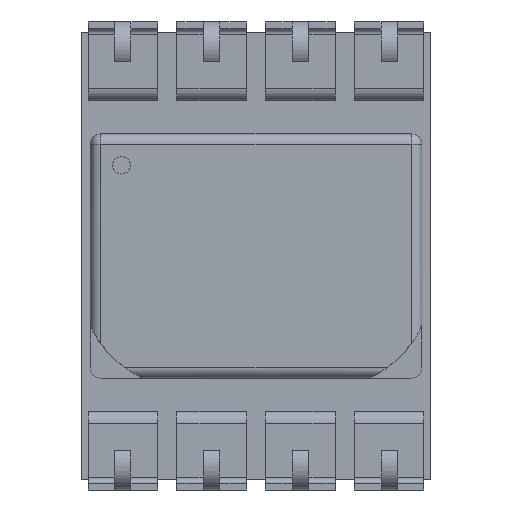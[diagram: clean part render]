
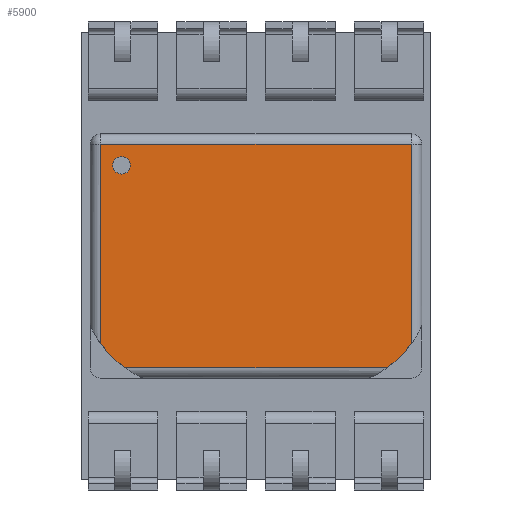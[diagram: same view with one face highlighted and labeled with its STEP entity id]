
A CAD part, front view. The second image highlights one B-rep face of the part: STEP entity #5900.
In plain terms, the highlighted planar face has unit normal (0, -1, 0).
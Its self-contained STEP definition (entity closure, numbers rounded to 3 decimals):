
#159 = ORIENTED_EDGE ( 'NONE', *, *, #3494, .F. ) ;
#413 = CARTESIAN_POINT ( 'NONE',  ( -4.45, 0.97, -2.505 ) ) ;
#484 = CIRCLE ( 'NONE', #7963, 0.25 ) ;
#775 = DIRECTION ( 'NONE',  ( 0., 0., -1. ) ) ;
#782 = DIRECTION ( 'NONE',  ( 0., 1., 0. ) ) ;
#1103 = VECTOR ( 'NONE', #10985, 1000. ) ;
#1200 = DIRECTION ( 'NONE',  ( 0., 0., -1. ) ) ;
#1359 = DIRECTION ( 'NONE',  ( 0., -1., 0. ) ) ;
#1433 = ORIENTED_EDGE ( 'NONE', *, *, #6794, .F. ) ;
#1577 = LINE ( 'NONE', #11808, #1915 ) ;
#1600 = EDGE_CURVE ( 'NONE', #12023, #10708, #8625, .T. ) ;
#1637 = CARTESIAN_POINT ( 'NONE',  ( -1.937, 0.97, -0.682 ) ) ;
#1742 = CARTESIAN_POINT ( 'NONE',  ( -4.45, 0.97, 3.195 ) ) ;
#1760 = EDGE_LOOP ( 'NONE', ( #12582, #9222 ) ) ;
#1915 = VECTOR ( 'NONE', #8811, 1000. ) ;
#2035 = CARTESIAN_POINT ( 'NONE',  ( 1.937, 0.97, -0.682 ) ) ;
#2050 = VERTEX_POINT ( 'NONE', #3928 ) ;
#2118 = AXIS2_PLACEMENT_3D ( 'NONE', #1637, #8868, #10681 ) ;
#2276 = CARTESIAN_POINT ( 'NONE',  ( -3.85, 0.97, 2.345 ) ) ;
#2373 = CARTESIAN_POINT ( 'NONE',  ( 4.45, 0.97, -3.195 ) ) ;
#2643 = VERTEX_POINT ( 'NONE', #11137 ) ;
#2862 = VERTEX_POINT ( 'NONE', #413 ) ;
#3024 = EDGE_CURVE ( 'NONE', #7313, #2643, #11763, .T. ) ;
#3494 = EDGE_CURVE ( 'NONE', #7313, #10708, #10876, .T. ) ;
#3512 = DIRECTION ( 'NONE',  ( 1., 0., 0. ) ) ;
#3928 = CARTESIAN_POINT ( 'NONE',  ( -3.85, 0.97, 2.845 ) ) ;
#3988 = AXIS2_PLACEMENT_3D ( 'NONE', #5488, #6299, #1200 ) ;
#4430 = CARTESIAN_POINT ( 'NONE',  ( 3.76, 0.97, -3.195 ) ) ;
#4556 = EDGE_CURVE ( 'NONE', #2643, #5460, #5789, .T. ) ;
#4861 = DIRECTION ( 'NONE',  ( 0., 0., 1. ) ) ;
#5112 = CIRCLE ( 'NONE', #2118, 3.104 ) ;
#5460 = VERTEX_POINT ( 'NONE', #5501 ) ;
#5488 = CARTESIAN_POINT ( 'NONE',  ( -4.45, 0.97, 3.195 ) ) ;
#5501 = CARTESIAN_POINT ( 'NONE',  ( -4.45, 0.97, 3.195 ) ) ;
#5530 = ORIENTED_EDGE ( 'NONE', *, *, #3024, .T. ) ;
#5708 = ORIENTED_EDGE ( 'NONE', *, *, #4556, .T. ) ;
#5789 = LINE ( 'NONE', #1742, #1103 ) ;
#5890 = CARTESIAN_POINT ( 'NONE',  ( -3.85, 0.97, 2.595 ) ) ;
#5900 = ADVANCED_FACE ( 'NONE', ( #6437, #10492 ), #6356, .T. ) ;
#5983 = AXIS2_PLACEMENT_3D ( 'NONE', #2035, #782, #8148 ) ;
#6299 = DIRECTION ( 'NONE',  ( 0., -1., 0. ) ) ;
#6356 = PLANE ( 'NONE',  #3988 ) ;
#6437 = FACE_OUTER_BOUND ( 'NONE', #8797, .T. ) ;
#6794 = EDGE_CURVE ( 'NONE', #12023, #2862, #5112, .T. ) ;
#6801 = EDGE_CURVE ( 'NONE', #5460, #2862, #1577, .T. ) ;
#6971 = EDGE_CURVE ( 'NONE', #2050, #9071, #9178, .T. ) ;
#7313 = VERTEX_POINT ( 'NONE', #8391 ) ;
#7963 = AXIS2_PLACEMENT_3D ( 'NONE', #5890, #9936, #775 ) ;
#8148 = DIRECTION ( 'NONE',  ( 0., 0., 1. ) ) ;
#8391 = CARTESIAN_POINT ( 'NONE',  ( 4.45, 0.97, -2.505 ) ) ;
#8568 = CARTESIAN_POINT ( 'NONE',  ( -3.76, 0.97, -3.195 ) ) ;
#8625 = LINE ( 'NONE', #2373, #13158 ) ;
#8693 = ORIENTED_EDGE ( 'NONE', *, *, #6801, .T. ) ;
#8797 = EDGE_LOOP ( 'NONE', ( #159, #5530, #5708, #8693, #1433, #10754 ) ) ;
#8811 = DIRECTION ( 'NONE',  ( 0., 0., -1. ) ) ;
#8868 = DIRECTION ( 'NONE',  ( 0., 1., 0. ) ) ;
#9071 = VERTEX_POINT ( 'NONE', #2276 ) ;
#9178 = CIRCLE ( 'NONE', #11954, 0.25 ) ;
#9222 = ORIENTED_EDGE ( 'NONE', *, *, #6971, .F. ) ;
#9822 = VECTOR ( 'NONE', #4861, 1000. ) ;
#9936 = DIRECTION ( 'NONE',  ( 0., -1., 0. ) ) ;
#10492 = FACE_BOUND ( 'NONE', #1760, .T. ) ;
#10681 = DIRECTION ( 'NONE',  ( 0., 0., -1. ) ) ;
#10708 = VERTEX_POINT ( 'NONE', #4430 ) ;
#10754 = ORIENTED_EDGE ( 'NONE', *, *, #1600, .T. ) ;
#10823 = CARTESIAN_POINT ( 'NONE',  ( 4.45, 0.97, 3.195 ) ) ;
#10876 = CIRCLE ( 'NONE', #5983, 3.104 ) ;
#10985 = DIRECTION ( 'NONE',  ( -1., 0., 0. ) ) ;
#11137 = CARTESIAN_POINT ( 'NONE',  ( 4.45, 0.97, 3.195 ) ) ;
#11332 = DIRECTION ( 'NONE',  ( 0., 0., -1. ) ) ;
#11405 = CARTESIAN_POINT ( 'NONE',  ( -3.85, 0.97, 2.595 ) ) ;
#11763 = LINE ( 'NONE', #10823, #9822 ) ;
#11808 = CARTESIAN_POINT ( 'NONE',  ( -4.45, 0.97, -3.195 ) ) ;
#11954 = AXIS2_PLACEMENT_3D ( 'NONE', #11405, #1359, #11332 ) ;
#12023 = VERTEX_POINT ( 'NONE', #8568 ) ;
#12582 = ORIENTED_EDGE ( 'NONE', *, *, #13063, .F. ) ;
#13063 = EDGE_CURVE ( 'NONE', #9071, #2050, #484, .T. ) ;
#13158 = VECTOR ( 'NONE', #3512, 1000. ) ;
